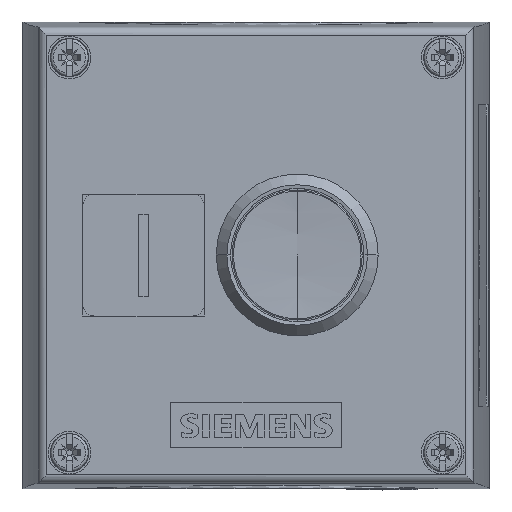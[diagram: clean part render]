
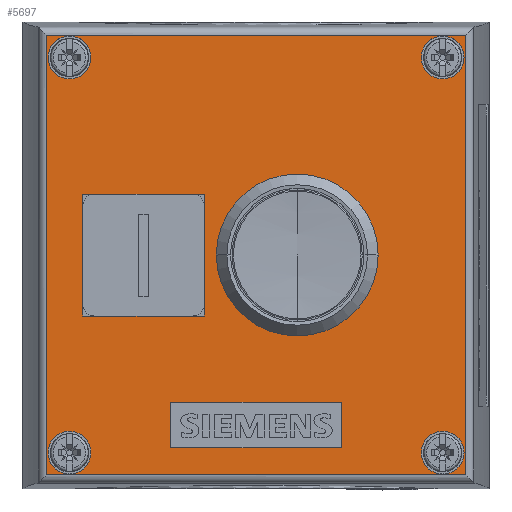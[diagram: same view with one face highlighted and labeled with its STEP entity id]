
A CAD part, top view. The second image highlights one B-rep face of the part: STEP entity #5697.
In plain terms, the highlighted planar face has unit normal (0, 0, 1).
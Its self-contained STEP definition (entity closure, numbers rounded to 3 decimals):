
#5697=ADVANCED_FACE('',(#12539,#12540,#12541,#12542,#12543,#12544,#12545,#12546),#12547,.T.);
#12539=FACE_OUTER_BOUND('',#20177,.T.);
#12540=FACE_BOUND('',#20178,.T.);
#12541=FACE_BOUND('',#20179,.T.);
#12542=FACE_BOUND('',#20180,.T.);
#12543=FACE_BOUND('',#20181,.T.);
#12544=FACE_BOUND('',#20182,.T.);
#12545=FACE_BOUND('',#20183,.T.);
#12546=FACE_BOUND('',#20184,.T.);
#12547=PLANE('',#20185);
#20177=EDGE_LOOP('',(#42760,#42761,#42762,#42763));
#20178=EDGE_LOOP('',(#42764,#42765));
#20179=EDGE_LOOP('',(#42766,#42767));
#20180=EDGE_LOOP('',(#42768,#42769));
#20181=EDGE_LOOP('',(#42770,#42771));
#20182=EDGE_LOOP('',(#42772,#42773,#42774,#42775));
#20183=EDGE_LOOP('',(#42776,#42777,#42778,#42779));
#20184=EDGE_LOOP('',(#42780,#42781));
#20185=AXIS2_PLACEMENT_3D('',#42782,#42783,#42784);
#42760=ORIENTED_EDGE('',*,*,#48650,.T.);
#42761=ORIENTED_EDGE('',*,*,#48646,.F.);
#42762=ORIENTED_EDGE('',*,*,#48653,.F.);
#42763=ORIENTED_EDGE('',*,*,#48654,.F.);
#42764=ORIENTED_EDGE('',*,*,#44910,.T.);
#42765=ORIENTED_EDGE('',*,*,#48217,.T.);
#42766=ORIENTED_EDGE('',*,*,#44905,.T.);
#42767=ORIENTED_EDGE('',*,*,#48221,.T.);
#42768=ORIENTED_EDGE('',*,*,#44900,.T.);
#42769=ORIENTED_EDGE('',*,*,#48225,.T.);
#42770=ORIENTED_EDGE('',*,*,#44895,.T.);
#42771=ORIENTED_EDGE('',*,*,#48229,.T.);
#42772=ORIENTED_EDGE('',*,*,#48610,.T.);
#42773=ORIENTED_EDGE('',*,*,#48619,.T.);
#42774=ORIENTED_EDGE('',*,*,#48616,.T.);
#42775=ORIENTED_EDGE('',*,*,#48613,.T.);
#42776=ORIENTED_EDGE('',*,*,#45124,.T.);
#42777=ORIENTED_EDGE('',*,*,#45128,.T.);
#42778=ORIENTED_EDGE('',*,*,#45132,.T.);
#42779=ORIENTED_EDGE('',*,*,#48640,.T.);
#42780=ORIENTED_EDGE('',*,*,#44890,.T.);
#42781=ORIENTED_EDGE('',*,*,#48642,.T.);
#42782=CARTESIAN_POINT('',(42.537,85.2,64.0));
#42783=DIRECTION('',(0.0,0.0,1.0));
#42784=DIRECTION('',(1.0,0.0,0.0));
#44890=EDGE_CURVE('',#49943,#49947,#49949,.T.);
#44895=EDGE_CURVE('',#49952,#49956,#49958,.T.);
#44900=EDGE_CURVE('',#49961,#49965,#49967,.T.);
#44905=EDGE_CURVE('',#49970,#49974,#49976,.T.);
#44910=EDGE_CURVE('',#49979,#49983,#49985,.T.);
#45124=EDGE_CURVE('',#50318,#50322,#50324,.T.);
#45128=EDGE_CURVE('',#50322,#50328,#50330,.T.);
#45132=EDGE_CURVE('',#50328,#50334,#50336,.T.);
#48217=EDGE_CURVE('',#49983,#49979,#54713,.T.);
#48221=EDGE_CURVE('',#49974,#49970,#54717,.T.);
#48225=EDGE_CURVE('',#49965,#49961,#54721,.T.);
#48229=EDGE_CURVE('',#49956,#49952,#54725,.T.);
#48610=EDGE_CURVE('',#55293,#55291,#55294,.T.);
#48613=EDGE_CURVE('',#55297,#55293,#55298,.T.);
#48616=EDGE_CURVE('',#55301,#55297,#55302,.T.);
#48619=EDGE_CURVE('',#55291,#55301,#55305,.T.);
#48640=EDGE_CURVE('',#50334,#50318,#55334,.T.);
#48642=EDGE_CURVE('',#49947,#49943,#55336,.T.);
#48646=EDGE_CURVE('',#55340,#55342,#55343,.T.);
#48650=EDGE_CURVE('',#55347,#55342,#55348,.T.);
#48653=EDGE_CURVE('',#55351,#55340,#55352,.T.);
#48654=EDGE_CURVE('',#55347,#55351,#55353,.T.);
#49943=VERTEX_POINT('',#58048);
#49947=VERTEX_POINT('',#58086);
#49949=CIRCLE('',#58089,11.25);
#49952=VERTEX_POINT('',#58092);
#49956=VERTEX_POINT('',#58097);
#49958=CIRCLE('',#58100,3.9);
#49961=VERTEX_POINT('',#58103);
#49965=VERTEX_POINT('',#58108);
#49967=CIRCLE('',#58111,3.9);
#49970=VERTEX_POINT('',#58114);
#49974=VERTEX_POINT('',#58119);
#49976=CIRCLE('',#58122,3.9);
#49979=VERTEX_POINT('',#58125);
#49983=VERTEX_POINT('',#58130);
#49985=CIRCLE('',#58133,3.9);
#50318=VERTEX_POINT('',#58603);
#50322=VERTEX_POINT('',#58609);
#50324=LINE('',#58612,#58613);
#50328=VERTEX_POINT('',#58618);
#50330=LINE('',#58621,#58622);
#50334=VERTEX_POINT('',#58627);
#50336=LINE('',#58630,#58631);
#54713=CIRCLE('',#65564,3.9);
#54717=CIRCLE('',#65568,3.9);
#54721=CIRCLE('',#65572,3.9);
#54725=CIRCLE('',#65576,3.9);
#55291=VERTEX_POINT('',#66351);
#55293=VERTEX_POINT('',#66354);
#55294=LINE('',#66355,#66356);
#55297=VERTEX_POINT('',#66360);
#55298=LINE('',#66361,#66362);
#55301=VERTEX_POINT('',#66366);
#55302=LINE('',#66367,#66368);
#55305=LINE('',#66372,#66373);
#55334=LINE('',#66413,#66414);
#55336=CIRCLE('',#66416,11.25);
#55340=VERTEX_POINT('',#66423);
#55342=VERTEX_POINT('',#66425);
#55343=LINE('',#66426,#66427);
#55347=VERTEX_POINT('',#66431);
#55348=LINE('',#66432,#66433);
#55351=VERTEX_POINT('',#66436);
#55352=LINE('',#66437,#66438);
#55353=LINE('',#66439,#66440);
#58048=CARTESIAN_POINT('',(61.288,42.7,64.0));
#58086=CARTESIAN_POINT('',(38.788,42.7,64.0));
#58089=AXIS2_PLACEMENT_3D('',#67538,#67539,#67540);
#58092=CARTESIAN_POINT('',(12.438,6.7,64.0));
#58097=CARTESIAN_POINT('',(4.638,6.7,64.0));
#58100=AXIS2_PLACEMENT_3D('',#67546,#67547,#67548);
#58103=CARTESIAN_POINT('',(12.438,78.7,64.0));
#58108=CARTESIAN_POINT('',(4.638,78.7,64.0));
#58111=AXIS2_PLACEMENT_3D('',#67554,#67555,#67556);
#58114=CARTESIAN_POINT('',(80.438,6.7,64.0));
#58119=CARTESIAN_POINT('',(72.638,6.7,64.0));
#58122=AXIS2_PLACEMENT_3D('',#67562,#67563,#67564);
#58125=CARTESIAN_POINT('',(80.438,78.7,64.0));
#58130=CARTESIAN_POINT('',(72.638,78.7,64.0));
#58133=AXIS2_PLACEMENT_3D('',#67570,#67571,#67572);
#58603=CARTESIAN_POINT('',(10.938,53.8,64.0));
#58609=CARTESIAN_POINT('',(33.138,53.8,64.0));
#58612=CARTESIAN_POINT('',(32.287,53.8,64.0));
#58613=VECTOR('',#67878,1.0);
#58618=CARTESIAN_POINT('',(33.138,31.6,64.0));
#58621=CARTESIAN_POINT('',(33.138,63.95,64.0));
#58622=VECTOR('',#67881,1.0);
#58627=CARTESIAN_POINT('',(10.938,31.6,64.0));
#58630=CARTESIAN_POINT('',(32.287,31.6,64.0));
#58631=VECTOR('',#67884,1.0);
#65564=AXIS2_PLACEMENT_3D('',#70146,#70147,#70148);
#65568=AXIS2_PLACEMENT_3D('',#70152,#70153,#70154);
#65572=AXIS2_PLACEMENT_3D('',#70158,#70159,#70160);
#65576=AXIS2_PLACEMENT_3D('',#70164,#70165,#70166);
#66351=CARTESIAN_POINT('',(58.088,7.55,64.0));
#66354=CARTESIAN_POINT('',(58.088,15.85,64.0));
#66355=CARTESIAN_POINT('',(58.088,48.45,64.0));
#66356=VECTOR('',#70584,1.0);
#66360=CARTESIAN_POINT('',(26.988,15.85,64.0));
#66361=CARTESIAN_POINT('',(42.537,15.85,64.0));
#66362=VECTOR('',#70586,1.0);
#66366=CARTESIAN_POINT('',(26.988,7.55,64.0));
#66367=CARTESIAN_POINT('',(26.988,48.45,64.0));
#66368=VECTOR('',#70588,1.0);
#66372=CARTESIAN_POINT('',(42.537,7.55,64.0));
#66373=VECTOR('',#70590,1.0);
#66413=CARTESIAN_POINT('',(10.938,63.95,64.0));
#66414=VECTOR('',#70608,1.0);
#66416=AXIS2_PLACEMENT_3D('',#70609,#70610,#70611);
#66423=CARTESIAN_POINT('',(80.714,2.656,64.0));
#66425=CARTESIAN_POINT('',(4.361,2.656,64.0));
#66426=CARTESIAN_POINT('',(42.537,2.656,64.0));
#66427=VECTOR('',#70615,1.0);
#66431=CARTESIAN_POINT('',(4.361,82.744,64.0));
#66432=CARTESIAN_POINT('',(4.361,85.2,64.0));
#66433=VECTOR('',#70619,1.0);
#66436=CARTESIAN_POINT('',(80.714,82.744,64.0));
#66437=CARTESIAN_POINT('',(80.714,85.2,64.0));
#66438=VECTOR('',#70623,1.0);
#66439=CARTESIAN_POINT('',(42.537,82.744,64.0));
#66440=VECTOR('',#70624,1.0);
#67538=CARTESIAN_POINT('',(50.038,42.7,64.0));
#67539=DIRECTION('',(0.0,0.0,-1.0));
#67540=DIRECTION('',(1.0,0.0,0.0));
#67546=CARTESIAN_POINT('',(8.538,6.7,64.0));
#67547=DIRECTION('',(0.0,0.0,-1.0));
#67548=DIRECTION('',(1.0,0.0,0.0));
#67554=CARTESIAN_POINT('',(8.538,78.7,64.0));
#67555=DIRECTION('',(0.0,0.0,-1.0));
#67556=DIRECTION('',(1.0,0.0,0.0));
#67562=CARTESIAN_POINT('',(76.538,6.7,64.0));
#67563=DIRECTION('',(0.0,0.0,-1.0));
#67564=DIRECTION('',(1.0,0.0,0.0));
#67570=CARTESIAN_POINT('',(76.538,78.7,64.0));
#67571=DIRECTION('',(0.0,0.0,-1.0));
#67572=DIRECTION('',(1.0,0.0,0.0));
#67878=DIRECTION('',(1.0,0.0,0.0));
#67881=DIRECTION('',(0.0,-1.0,0.0));
#67884=DIRECTION('',(-1.0,0.0,0.0));
#70146=CARTESIAN_POINT('',(76.538,78.7,64.0));
#70147=DIRECTION('',(0.0,0.0,-1.0));
#70148=DIRECTION('',(1.0,0.0,0.0));
#70152=CARTESIAN_POINT('',(76.538,6.7,64.0));
#70153=DIRECTION('',(0.0,0.0,-1.0));
#70154=DIRECTION('',(1.0,0.0,0.0));
#70158=CARTESIAN_POINT('',(8.538,78.7,64.0));
#70159=DIRECTION('',(0.0,0.0,-1.0));
#70160=DIRECTION('',(1.0,0.0,0.0));
#70164=CARTESIAN_POINT('',(8.538,6.7,64.0));
#70165=DIRECTION('',(0.0,0.0,-1.0));
#70166=DIRECTION('',(1.0,0.0,0.0));
#70584=DIRECTION('',(0.0,-1.0,0.0));
#70586=DIRECTION('',(1.0,0.0,0.0));
#70588=DIRECTION('',(0.0,1.0,0.0));
#70590=DIRECTION('',(-1.0,0.0,0.0));
#70608=DIRECTION('',(0.0,1.0,0.0));
#70609=CARTESIAN_POINT('',(50.038,42.7,64.0));
#70610=DIRECTION('',(0.0,0.0,-1.0));
#70611=DIRECTION('',(1.0,0.0,0.0));
#70615=DIRECTION('',(-1.0,0.0,0.0));
#70619=DIRECTION('',(0.0,-1.0,0.0));
#70623=DIRECTION('',(0.0,-1.0,0.0));
#70624=DIRECTION('',(1.0,0.0,0.0));
